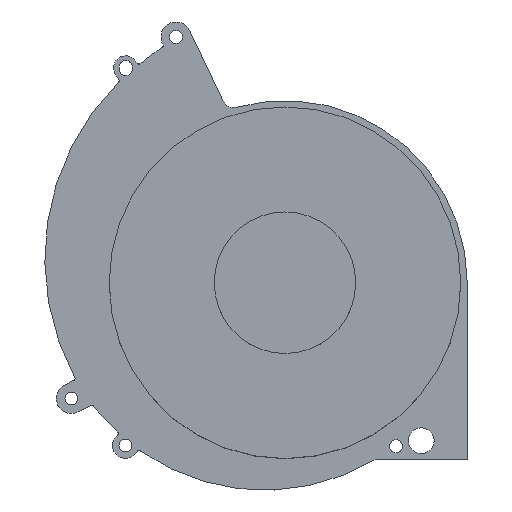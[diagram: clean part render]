
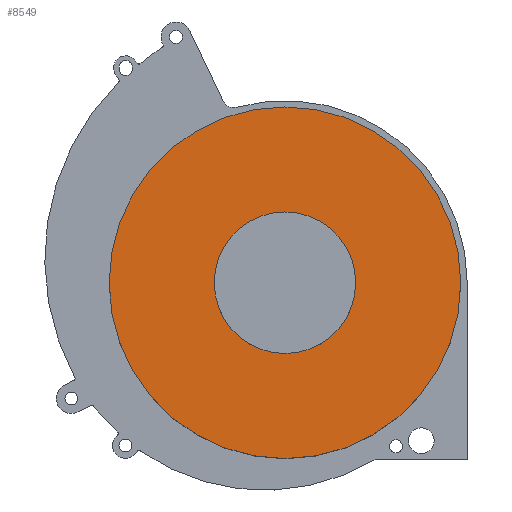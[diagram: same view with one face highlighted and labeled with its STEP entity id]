
A CAD part, top view. The second image highlights one B-rep face of the part: STEP entity #8549.
In plain terms, the highlighted planar face has unit normal (0, 0, 1).
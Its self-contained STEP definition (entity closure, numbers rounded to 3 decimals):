
#8464 = VERTEX_POINT('',#8465);
#8465 = CARTESIAN_POINT('',(-1.5,41.2,23.4));
#8472 = CYLINDRICAL_SURFACE('',#8473,41.);
#8473 = AXIS2_PLACEMENT_3D('',#8474,#8475,#8476);
#8474 = CARTESIAN_POINT('',(-42.5,41.2,0.));
#8475 = DIRECTION('',(-0.,-0.,-1.));
#8476 = DIRECTION('',(1.,0.,0.));
#8491 = EDGE_CURVE('',#8464,#8464,#8492,.T.);
#8492 = SURFACE_CURVE('',#8493,(#8498,#8505),.PCURVE_S1.);
#8493 = CIRCLE('',#8494,41.);
#8494 = AXIS2_PLACEMENT_3D('',#8495,#8496,#8497);
#8495 = CARTESIAN_POINT('',(-42.5,41.2,23.4));
#8496 = DIRECTION('',(0.,0.,1.));
#8497 = DIRECTION('',(1.,0.,0.));
#8498 = PCURVE('',#8472,#8499);
#8499 = DEFINITIONAL_REPRESENTATION('',(#8500),#8504);
#8500 = LINE('',#8501,#8502);
#8501 = CARTESIAN_POINT('',(-0.,-23.4));
#8502 = VECTOR('',#8503,1.);
#8503 = DIRECTION('',(-1.,0.));
#8504 = ( GEOMETRIC_REPRESENTATION_CONTEXT(2) 
PARAMETRIC_REPRESENTATION_CONTEXT() REPRESENTATION_CONTEXT('2D SPACE',''
  ) );
#8505 = PCURVE('',#8506,#8511);
#8506 = PLANE('',#8507);
#8507 = AXIS2_PLACEMENT_3D('',#8508,#8509,#8510);
#8508 = CARTESIAN_POINT('',(-42.5,41.2,23.4));
#8509 = DIRECTION('',(0.,0.,1.));
#8510 = DIRECTION('',(1.,0.,0.));
#8511 = DEFINITIONAL_REPRESENTATION('',(#8512),#8516);
#8512 = CIRCLE('',#8513,41.);
#8513 = AXIS2_PLACEMENT_2D('',#8514,#8515);
#8514 = CARTESIAN_POINT('',(0.,0.));
#8515 = DIRECTION('',(1.,0.));
#8516 = ( GEOMETRIC_REPRESENTATION_CONTEXT(2) 
PARAMETRIC_REPRESENTATION_CONTEXT() REPRESENTATION_CONTEXT('2D SPACE',''
  ) );
#8549 = ADVANCED_FACE('',(#8550,#8553),#8506,.T.);
#8550 = FACE_BOUND('',#8551,.T.);
#8551 = EDGE_LOOP('',(#8552));
#8552 = ORIENTED_EDGE('',*,*,#8491,.T.);
#8553 = FACE_BOUND('',#8554,.T.);
#8554 = EDGE_LOOP('',(#8555));
#8555 = ORIENTED_EDGE('',*,*,#8556,.F.);
#8556 = EDGE_CURVE('',#8557,#8557,#8559,.T.);
#8557 = VERTEX_POINT('',#8558);
#8558 = CARTESIAN_POINT('',(-26.,41.2,23.4));
#8559 = SURFACE_CURVE('',#8560,(#8565,#8572),.PCURVE_S1.);
#8560 = CIRCLE('',#8561,16.5);
#8561 = AXIS2_PLACEMENT_3D('',#8562,#8563,#8564);
#8562 = CARTESIAN_POINT('',(-42.5,41.2,23.4));
#8563 = DIRECTION('',(0.,0.,1.));
#8564 = DIRECTION('',(1.,0.,0.));
#8565 = PCURVE('',#8506,#8566);
#8566 = DEFINITIONAL_REPRESENTATION('',(#8567),#8571);
#8567 = CIRCLE('',#8568,16.5);
#8568 = AXIS2_PLACEMENT_2D('',#8569,#8570);
#8569 = CARTESIAN_POINT('',(0.,0.));
#8570 = DIRECTION('',(1.,0.));
#8571 = ( GEOMETRIC_REPRESENTATION_CONTEXT(2) 
PARAMETRIC_REPRESENTATION_CONTEXT() REPRESENTATION_CONTEXT('2D SPACE',''
  ) );
#8572 = PCURVE('',#8573,#8578);
#8573 = CYLINDRICAL_SURFACE('',#8574,16.5);
#8574 = AXIS2_PLACEMENT_3D('',#8575,#8576,#8577);
#8575 = CARTESIAN_POINT('',(-42.5,41.2,23.4));
#8576 = DIRECTION('',(-0.,-0.,-1.));
#8577 = DIRECTION('',(1.,0.,0.));
#8578 = DEFINITIONAL_REPRESENTATION('',(#8579),#8583);
#8579 = LINE('',#8580,#8581);
#8580 = CARTESIAN_POINT('',(-0.,0.));
#8581 = VECTOR('',#8582,1.);
#8582 = DIRECTION('',(-1.,0.));
#8583 = ( GEOMETRIC_REPRESENTATION_CONTEXT(2) 
PARAMETRIC_REPRESENTATION_CONTEXT() REPRESENTATION_CONTEXT('2D SPACE',''
  ) );
